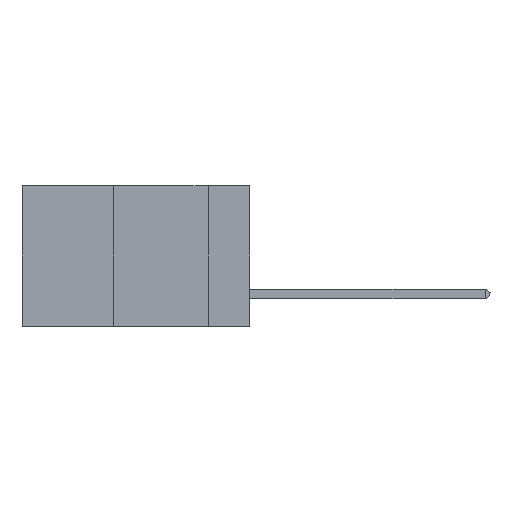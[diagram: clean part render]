
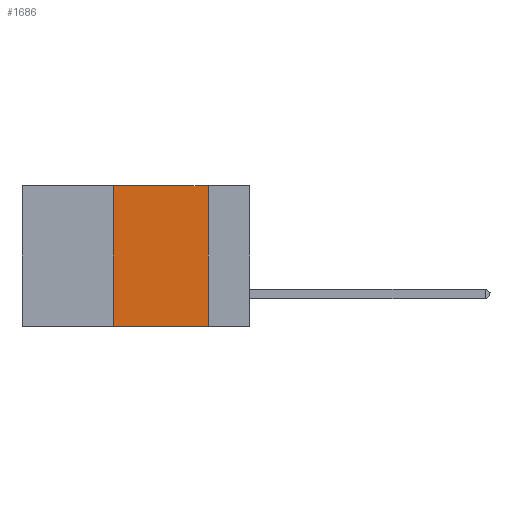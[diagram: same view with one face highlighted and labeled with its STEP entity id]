
A CAD part, left-side view. The second image highlights one B-rep face of the part: STEP entity #1686.
In plain terms, the highlighted planar face has unit normal (-1, 0, 0).
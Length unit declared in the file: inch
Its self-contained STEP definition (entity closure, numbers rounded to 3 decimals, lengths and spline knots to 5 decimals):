
#138 = LINE ( 'NONE', #1895, #586 ) ;
#536 = CARTESIAN_POINT ( 'NONE',  ( 0., 0.36, 0. ) ) ;
#586 = VECTOR ( 'NONE', #4578, 39.37008 ) ;
#951 = FACE_OUTER_BOUND ( 'NONE', #7298, .T. ) ;
#1157 = EDGE_CURVE ( 'NONE', #9995, #1333, #10222, .T. ) ;
#1333 = VERTEX_POINT ( 'NONE', #3230 ) ;
#1381 = EDGE_CURVE ( 'NONE', #3387, #1333, #5306, .T. ) ;
#1541 = CARTESIAN_POINT ( 'NONE',  ( 0., 0.36, 0. ) ) ;
#1686 = ADVANCED_FACE ( 'NONE', ( #951 ), #10748, .F. ) ;
#1895 = CARTESIAN_POINT ( 'NONE',  ( 0., 0.6, 0. ) ) ;
#2092 = VECTOR ( 'NONE', #2498, 39.37008 ) ;
#2498 = DIRECTION ( 'NONE',  ( 0., -1., 0. ) ) ;
#3230 = CARTESIAN_POINT ( 'NONE',  ( 0., 0.11, -0.37 ) ) ;
#3271 = CARTESIAN_POINT ( 'NONE',  ( 0., 0.11, 0. ) ) ;
#3387 = VERTEX_POINT ( 'NONE', #3271 ) ;
#4138 = VECTOR ( 'NONE', #10256, 39.37008 ) ;
#4578 = DIRECTION ( 'NONE',  ( 0., -1., 0. ) ) ;
#5205 = DIRECTION ( 'NONE',  ( 0., 0., -1. ) ) ;
#5306 = LINE ( 'NONE', #7406, #4138 ) ;
#5344 = LINE ( 'NONE', #536, #9678 ) ;
#6085 = CARTESIAN_POINT ( 'NONE',  ( 0., 0.6, 0. ) ) ;
#7121 = CARTESIAN_POINT ( 'NONE',  ( 0., 0.36, -0.37 ) ) ;
#7298 = EDGE_LOOP ( 'NONE', ( #8349, #10738, #7721, #10211 ) ) ;
#7406 = CARTESIAN_POINT ( 'NONE',  ( 0., 0.11, 0. ) ) ;
#7721 = ORIENTED_EDGE ( 'NONE', *, *, #10783, .F. ) ;
#8064 = CARTESIAN_POINT ( 'NONE',  ( 0., 0.6, -0.37 ) ) ;
#8349 = ORIENTED_EDGE ( 'NONE', *, *, #1381, .F. ) ;
#8814 = DIRECTION ( 'NONE',  ( 0., 0., 1. ) ) ;
#9678 = VECTOR ( 'NONE', #8814, 39.37008 ) ;
#9873 = EDGE_CURVE ( 'NONE', #11968, #3387, #138, .T. ) ;
#9995 = VERTEX_POINT ( 'NONE', #7121 ) ;
#10026 = AXIS2_PLACEMENT_3D ( 'NONE', #6085, #10622, #5205 ) ;
#10211 = ORIENTED_EDGE ( 'NONE', *, *, #1157, .T. ) ;
#10222 = LINE ( 'NONE', #8064, #2092 ) ;
#10256 = DIRECTION ( 'NONE',  ( 0., 0., -1. ) ) ;
#10622 = DIRECTION ( 'NONE',  ( 1., 0., 0. ) ) ;
#10738 = ORIENTED_EDGE ( 'NONE', *, *, #9873, .F. ) ;
#10748 = PLANE ( 'NONE',  #10026 ) ;
#10783 = EDGE_CURVE ( 'NONE', #9995, #11968, #5344, .T. ) ;
#11968 = VERTEX_POINT ( 'NONE', #1541 ) ;
